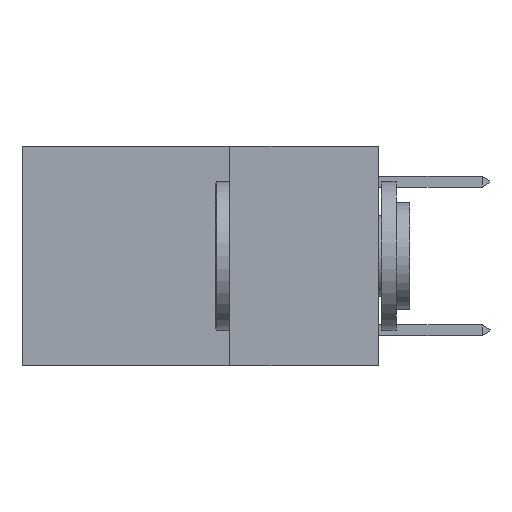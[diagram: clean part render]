
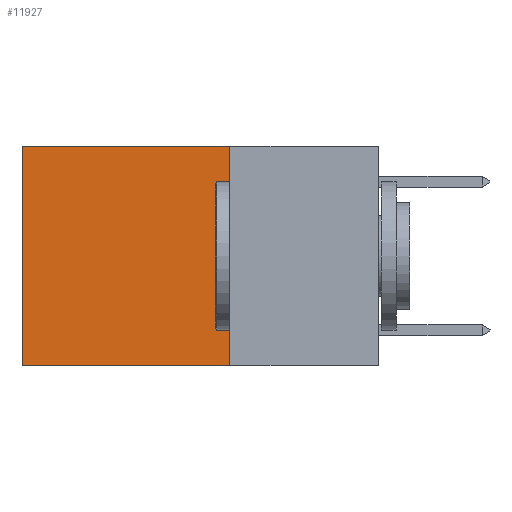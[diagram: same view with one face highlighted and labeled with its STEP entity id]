
A CAD part, left-side view. The second image highlights one B-rep face of the part: STEP entity #11927.
In plain terms, the highlighted planar face has unit normal (-1, 0, 0).
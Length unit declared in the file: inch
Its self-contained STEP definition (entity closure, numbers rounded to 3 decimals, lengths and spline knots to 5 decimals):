
#1057 = DIRECTION ( 'NONE',  ( 0., 1., 0. ) ) ;
#1491 = VECTOR ( 'NONE', #1057, 39.37008 ) ;
#1516 = LINE ( 'NONE', #15547, #1491 ) ;
#2205 = DIRECTION ( 'NONE',  ( 0., 1., 0. ) ) ;
#2849 = VERTEX_POINT ( 'NONE', #25457 ) ;
#4158 = VERTEX_POINT ( 'NONE', #8553 ) ;
#5226 = DIRECTION ( 'NONE',  ( 0., 0., -1. ) ) ;
#5279 = LINE ( 'NONE', #21250, #5559 ) ;
#5559 = VECTOR ( 'NONE', #5226, 39.37008 ) ;
#6645 = VECTOR ( 'NONE', #2205, 39.37008 ) ;
#6950 = LINE ( 'NONE', #18470, #6645 ) ;
#7002 = CARTESIAN_POINT ( 'NONE',  ( 0.2625, 0.25, 0. ) ) ;
#8553 = CARTESIAN_POINT ( 'NONE',  ( 0.2625, 0.25, -0.37 ) ) ;
#9070 = PLANE ( 'NONE',  #22078 ) ;
#10256 = VECTOR ( 'NONE', #14503, 39.37008 ) ;
#10305 = ORIENTED_EDGE ( 'NONE', *, *, #16129, .F. ) ;
#10353 = LINE ( 'NONE', #12472, #10256 ) ;
#11927 = ADVANCED_FACE ( 'NONE', ( #18846 ), #9070, .F. ) ;
#12472 = CARTESIAN_POINT ( 'NONE',  ( 0.2625, 0.25, 0. ) ) ;
#13089 = DIRECTION ( 'NONE',  ( 0., 0., -1. ) ) ;
#13395 = EDGE_LOOP ( 'NONE', ( #14371, #18591, #10305, #16759 ) ) ;
#14371 = ORIENTED_EDGE ( 'NONE', *, *, #16419, .T. ) ;
#14503 = DIRECTION ( 'NONE',  ( 0., 0., -1. ) ) ;
#15027 = EDGE_CURVE ( 'NONE', #4158, #22045, #1516, .T. ) ;
#15547 = CARTESIAN_POINT ( 'NONE',  ( 0.2625, 0.25, -0.37 ) ) ;
#15980 = CARTESIAN_POINT ( 'NONE',  ( 0.2625, 0.6, -0.37 ) ) ;
#16129 = EDGE_CURVE ( 'NONE', #20066, #4158, #10353, .T. ) ;
#16419 = EDGE_CURVE ( 'NONE', #2849, #22045, #5279, .T. ) ;
#16759 = ORIENTED_EDGE ( 'NONE', *, *, #20036, .T. ) ;
#18470 = CARTESIAN_POINT ( 'NONE',  ( 0.2625, 0.25, 0. ) ) ;
#18591 = ORIENTED_EDGE ( 'NONE', *, *, #15027, .F. ) ;
#18846 = FACE_OUTER_BOUND ( 'NONE', #13395, .T. ) ;
#20036 = EDGE_CURVE ( 'NONE', #20066, #2849, #6950, .T. ) ;
#20066 = VERTEX_POINT ( 'NONE', #22337 ) ;
#21250 = CARTESIAN_POINT ( 'NONE',  ( 0.2625, 0.6, 0. ) ) ;
#22045 = VERTEX_POINT ( 'NONE', #15980 ) ;
#22078 = AXIS2_PLACEMENT_3D ( 'NONE', #7002, #24878, #13089 ) ;
#22337 = CARTESIAN_POINT ( 'NONE',  ( 0.2625, 0.25, 0. ) ) ;
#24878 = DIRECTION ( 'NONE',  ( 1., 0., 0. ) ) ;
#25457 = CARTESIAN_POINT ( 'NONE',  ( 0.2625, 0.6, 0. ) ) ;
